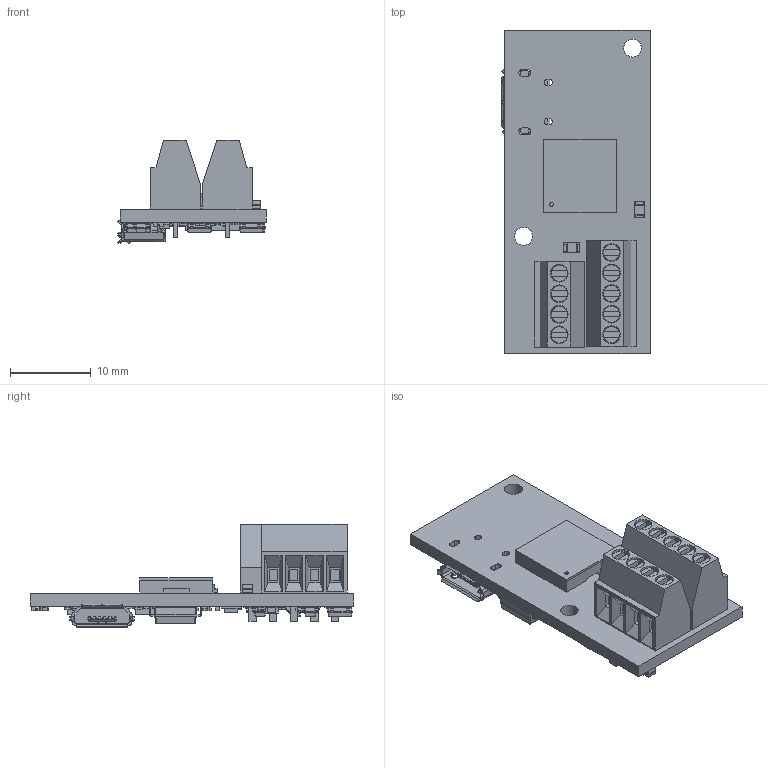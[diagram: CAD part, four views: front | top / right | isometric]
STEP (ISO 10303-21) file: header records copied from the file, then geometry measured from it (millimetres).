
FILE_DESCRIPTION(('KiCad electronic assembly'),'2;1');
FILE_NAME('Lyrav3r2.step','2024-09-26T19:11:57',('Pcbnew'),('Kicad'), 'Open CASCADE STEP processor 7.7','KiCad to STEP converter','Unknown' );
FILE_SCHEMA(('AUTOMOTIVE_DESIGN { 1 0 10303 214 1 1 1 1 }'));
Length unit declared in the file: millimetre
Products named in the file (28): Lyrav3r2 1; PKMCS0909E4000-R1; TerminalBlock_Phoenix_MPT-0,5-5-2.54_1x05_P2.54mm_Horizontal; TerminalBlock_Phoenix_MPT_05_5_254_1x05_P254mm_Horizontal; TerminalBlock_Phoenix_MPT-0,5-4-2.54_1x04_P2.54mm_Horizontal; TerminalBlock_Phoenix_MPT_05_4_254_1x04_P254mm_Horizontal; LED_0805_2012Metric; R_0402_1005Metric; C_0402_1005Metric; SOT-23; SOT_23; SOIC-8_5.275x5.275mm_P1.27mm; SOIC_8_5275x5275mm_P127mm; D_SOD-323F; D_SOD_323F; QFN-56-1EP_7x7mm_P0.4mm_EP3.2x3.2mm; QFN_56_1EP_7x7mm_P04mm_EP32x32mm; C_0603_1608Metric; BMI088; USB_Micro-B_Molex_47346-0001; lyrav3r2_PCB
Assembly tree (77 placements, depth 3):
  Lyrav3r2 1
    PKMCS0909E4000-R1
      PKMCS0909E4000-R1
    TerminalBlock_Phoenix_MPT-0,5-5-2.54_1x05_P2.54mm_Horizontal
      TerminalBlock_Phoenix_MPT_05_5_254_1x05_P254mm_Horizontal
    TerminalBlock_Phoenix_MPT-0,5-4-2.54_1x04_P2.54mm_Horizontal
      TerminalBlock_Phoenix_MPT_05_4_254_1x04_P254mm_Horizontal
    LED_0805_2012Metric  x2
      LED_0805_2012Metric
    R_0402_1005Metric  x22
      R_0402_1005Metric
    C_0402_1005Metric  x23
      C_0402_1005Metric
    SOT-23  x6
      SOT_23
    SOIC-8_5.275x5.275mm_P1.27mm
      SOIC_8_5275x5275mm_P127mm
    D_SOD-323F
      D_SOD_323F
    QFN-56-1EP_7x7mm_P0.4mm_EP3.2x3.2mm
      QFN_56_1EP_7x7mm_P04mm_EP32x32mm
    C_0603_1608Metric
      C_0603_1608Metric
    BMI088  x2
      BMI088
    USB_Micro-B_Molex_47346-0001
      USB_Micro-B_Molex_47346-0001
    lyrav3r2_PCB
Bounding box: 18.32 x 40 x 12.8 mm (x, y, z)
Volume: 2376.9 mm3; surface area: 4868.6 mm2
Topology: 103 solids, 103 shells, 3615 faces, 9361 edges, 6056 vertices
Faces by surface type: plane 2263, bspline 724, cylinder 628
Full cylindrical faces by diameter (mm): 0.4 x1, 0.6 x1, 1.1 x9, 2 x9, 2.2 x11
Entity records: 64872 total; most frequent: CARTESIAN_POINT 14320, ORIENTED_EDGE 9784, DIRECTION 6338, EDGE_CURVE 4892, VERTEX_POINT 3180, LINE 2972, VECTOR 2972, FACE_BOUND 1930
